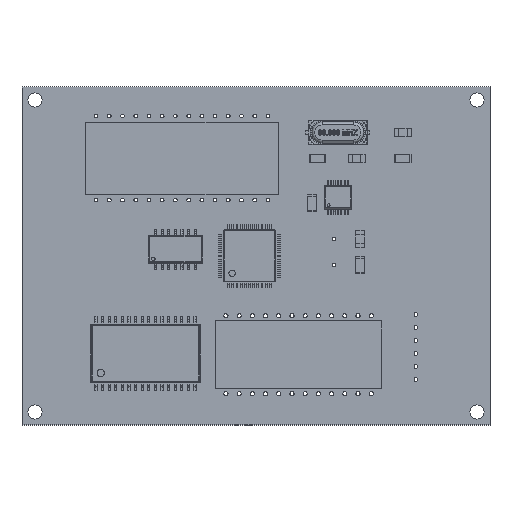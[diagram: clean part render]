
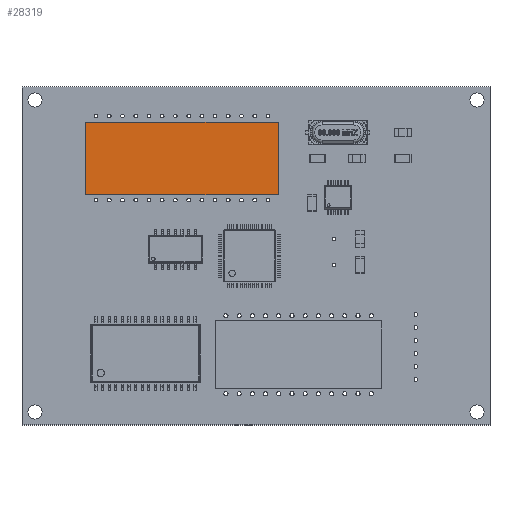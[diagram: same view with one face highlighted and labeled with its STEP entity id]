
A CAD part, top view. The second image highlights one B-rep face of the part: STEP entity #28319.
In plain terms, the highlighted planar face has unit normal (0, 0, 1).
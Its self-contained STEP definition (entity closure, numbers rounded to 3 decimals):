
#28190 = VERTEX_POINT('',#28191);
#28191 = CARTESIAN_POINT('',(-18.5,-7.,4.8));
#28197 = EDGE_CURVE('',#28190,#28198,#28200,.T.);
#28198 = VERTEX_POINT('',#28199);
#28199 = CARTESIAN_POINT('',(-18.5,7.,4.8));
#28200 = LINE('',#28201,#28202);
#28201 = CARTESIAN_POINT('',(-18.5,-7.,4.8));
#28202 = VECTOR('',#28203,1.);
#28203 = DIRECTION('',(0.,1.,0.));
#28228 = EDGE_CURVE('',#28198,#28229,#28231,.T.);
#28229 = VERTEX_POINT('',#28230);
#28230 = CARTESIAN_POINT('',(18.5,7.,4.8));
#28231 = LINE('',#28232,#28233);
#28232 = CARTESIAN_POINT('',(-18.5,7.,4.8));
#28233 = VECTOR('',#28234,1.);
#28234 = DIRECTION('',(1.,0.,0.));
#28259 = EDGE_CURVE('',#28229,#28260,#28262,.T.);
#28260 = VERTEX_POINT('',#28261);
#28261 = CARTESIAN_POINT('',(18.5,-7.,4.8));
#28262 = LINE('',#28263,#28264);
#28263 = CARTESIAN_POINT('',(18.5,7.,4.8));
#28264 = VECTOR('',#28265,1.);
#28265 = DIRECTION('',(0.,-1.,0.));
#28290 = EDGE_CURVE('',#28260,#28190,#28291,.T.);
#28291 = LINE('',#28292,#28293);
#28292 = CARTESIAN_POINT('',(18.5,-7.,4.8));
#28293 = VECTOR('',#28294,1.);
#28294 = DIRECTION('',(-1.,0.,0.));
#28319 = ADVANCED_FACE('',(#28320),#28326,.F.);
#28320 = FACE_BOUND('',#28321,.F.);
#28321 = EDGE_LOOP('',(#28322,#28323,#28324,#28325));
#28322 = ORIENTED_EDGE('',*,*,#28197,.T.);
#28323 = ORIENTED_EDGE('',*,*,#28228,.T.);
#28324 = ORIENTED_EDGE('',*,*,#28259,.T.);
#28325 = ORIENTED_EDGE('',*,*,#28290,.T.);
#28326 = PLANE('',#28327);
#28327 = AXIS2_PLACEMENT_3D('',#28328,#28329,#28330);
#28328 = CARTESIAN_POINT('',(0.,0.,4.8));
#28329 = DIRECTION('',(-0.,-0.,-1.));
#28330 = DIRECTION('',(-1.,0.,0.));
